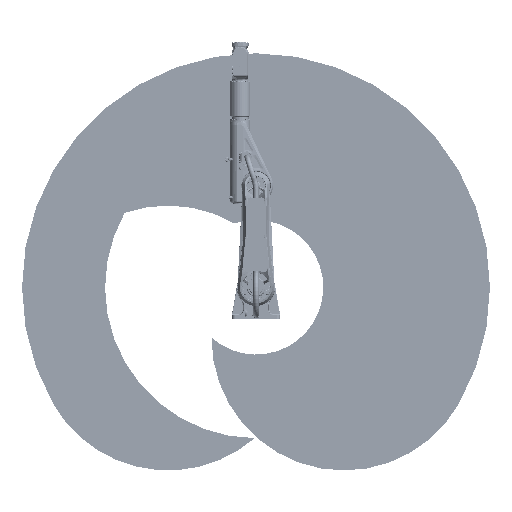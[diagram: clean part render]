
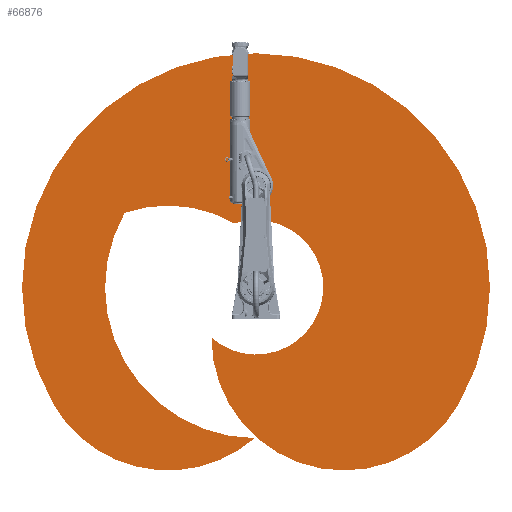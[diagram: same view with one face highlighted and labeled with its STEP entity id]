
A CAD part, front view. The second image highlights one B-rep face of the part: STEP entity #66876.
In plain terms, the highlighted face is planar.
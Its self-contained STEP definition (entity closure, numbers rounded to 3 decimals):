
#15592=FACE_OUTER_BOUND('',#20864,.T.);
#20864=EDGE_LOOP('',(#57509,#57510,#57511,#57512,#57513,#57514));
#24861=CIRCLE('',#74503,1843.514);
#24862=CIRCLE('',#74505,1043.514);
#24863=CIRCLE('',#74507,530.319);
#24864=CIRCLE('',#74509,1043.514);
#24865=CIRCLE('',#74511,1189.025);
#24866=CIRCLE('',#74513,1043.514);
#30775=VERTEX_POINT('',#217630);
#30776=VERTEX_POINT('',#217632);
#30777=VERTEX_POINT('',#217636);
#30778=VERTEX_POINT('',#217640);
#30779=VERTEX_POINT('',#217644);
#30780=VERTEX_POINT('',#217648);
#39680=EDGE_CURVE('',#30776,#30775,#24861,.T.);
#39682=EDGE_CURVE('',#30777,#30776,#24862,.T.);
#39684=EDGE_CURVE('',#30778,#30777,#24863,.T.);
#39686=EDGE_CURVE('',#30779,#30778,#24864,.T.);
#39688=EDGE_CURVE('',#30780,#30779,#24865,.T.);
#39690=EDGE_CURVE('',#30775,#30780,#24866,.T.);
#57509=ORIENTED_EDGE('',*,*,#39690,.T.);
#57510=ORIENTED_EDGE('',*,*,#39688,.T.);
#57511=ORIENTED_EDGE('',*,*,#39686,.T.);
#57512=ORIENTED_EDGE('',*,*,#39684,.T.);
#57513=ORIENTED_EDGE('',*,*,#39682,.T.);
#57514=ORIENTED_EDGE('',*,*,#39680,.T.);
#58728=PLANE('',#74514);
#66876=ADVANCED_FACE('',(#15592),#58728,.T.);
#74503=AXIS2_PLACEMENT_3D('',#217633,#91724,#91725);
#74505=AXIS2_PLACEMENT_3D('',#217637,#91729,#91730);
#74507=AXIS2_PLACEMENT_3D('',#217641,#91734,#91735);
#74509=AXIS2_PLACEMENT_3D('',#217645,#91739,#91740);
#74511=AXIS2_PLACEMENT_3D('',#217649,#91744,#91745);
#74513=AXIS2_PLACEMENT_3D('',#217652,#91749,#91750);
#74514=AXIS2_PLACEMENT_3D('',#217653,#91751,#91752);
#91724=DIRECTION('center_axis',(0.,0.,1.));
#91725=DIRECTION('ref_axis',(-0.5,-0.866,0.));
#91729=DIRECTION('center_axis',(0.,0.,1.));
#91730=DIRECTION('ref_axis',(0.002,1.,0.));
#91734=DIRECTION('center_axis',(0.,0.,-1.));
#91735=DIRECTION('ref_axis',(0.75,-0.661,0.));
#91739=DIRECTION('center_axis',(0.,0.,-1.));
#91740=DIRECTION('ref_axis',(-0.865,0.502,0.));
#91744=DIRECTION('center_axis',(0.,0.,-1.));
#91745=DIRECTION('ref_axis',(-0.493,-0.87,0.));
#91749=DIRECTION('center_axis',(0.,0.,1.));
#91750=DIRECTION('ref_axis',(-0.5,0.866,0.));
#91751=DIRECTION('center_axis',(0.,0.,1.));
#91752=DIRECTION('ref_axis',(1.,0.,0.));
#217630=CARTESIAN_POINT('',(-921.757,1596.53,0.5));
#217632=CARTESIAN_POINT('',(-921.757,-1596.53,0.5));
#217633=CARTESIAN_POINT('Origin',(0.,0.,0.5));
#217636=CARTESIAN_POINT('',(-397.812,350.691,0.5));
#217637=CARTESIAN_POINT('Origin',(-400.,-692.82,0.5));
#217640=CARTESIAN_POINT('',(502.613,169.169,0.5));
#217641=CARTESIAN_POINT('Origin',(0.,0.,0.5));
#217644=CARTESIAN_POINT('',(585.947,1034.624,0.5));
#217645=CARTESIAN_POINT('Origin',(-400.,692.82,0.5));
#217648=CARTESIAN_POINT('',(-1188.984,9.867,0.5));
#217649=CARTESIAN_POINT('Origin',(0.,0.,0.5));
#217652=CARTESIAN_POINT('Origin',(-400.,692.82,0.5));
#217653=CARTESIAN_POINT('Origin',(-22.374,132.621,0.5));
